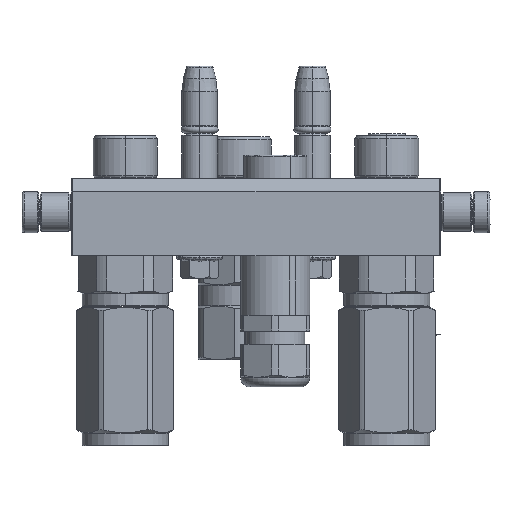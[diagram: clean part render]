
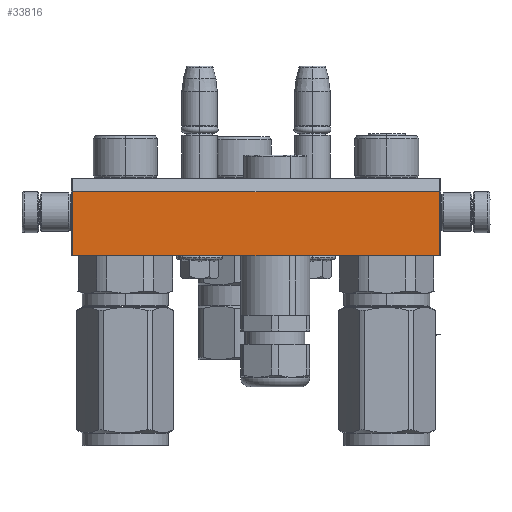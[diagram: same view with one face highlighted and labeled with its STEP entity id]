
A CAD part, left-side view. The second image highlights one B-rep face of the part: STEP entity #33816.
In plain terms, the highlighted face is planar.
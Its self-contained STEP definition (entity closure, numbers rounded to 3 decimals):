
#4886 = DIRECTION ( 'NONE',  ( 0., 1., 0. ) ) ;
#7273 = EDGE_CURVE ( 'NONE', #19827, #35015, #49524, .T. ) ;
#9180 = VECTOR ( 'NONE', #69437, 1000. ) ;
#10742 = VERTEX_POINT ( 'NONE', #22096 ) ;
#11525 = LINE ( 'NONE', #22414, #27845 ) ;
#14205 = ORIENTED_EDGE ( 'NONE', *, *, #7273, .T. ) ;
#15117 = DIRECTION ( 'NONE',  ( -1., 0., 0. ) ) ;
#18909 = CARTESIAN_POINT ( 'NONE',  ( 144., 0., -90. ) ) ;
#19827 = VERTEX_POINT ( 'NONE', #46176 ) ;
#21139 = LINE ( 'NONE', #54439, #9180 ) ;
#21238 = ORIENTED_EDGE ( 'NONE', *, *, #51533, .F. ) ;
#21900 = LINE ( 'NONE', #47158, #40420 ) ;
#22096 = CARTESIAN_POINT ( 'NONE',  ( 143.5, 30., -90. ) ) ;
#22414 = CARTESIAN_POINT ( 'NONE',  ( 143.5, 30., -90. ) ) ;
#23812 = ORIENTED_EDGE ( 'NONE', *, *, #65603, .F. ) ;
#26166 = DIRECTION ( 'NONE',  ( 0., 0., -1. ) ) ;
#27845 = VECTOR ( 'NONE', #15117, 1000. ) ;
#30250 = ORIENTED_EDGE ( 'NONE', *, *, #40166, .T. ) ;
#33816 = ADVANCED_FACE ( 'NONE', ( #51383 ), #67335, .T. ) ;
#35015 = VERTEX_POINT ( 'NONE', #83538 ) ;
#37806 = EDGE_LOOP ( 'NONE', ( #23812, #21238, #30250, #14205 ) ) ;
#40166 = EDGE_CURVE ( 'NONE', #40849, #19827, #21139, .T. ) ;
#40420 = VECTOR ( 'NONE', #4886, 1000. ) ;
#40849 = VERTEX_POINT ( 'NONE', #78778 ) ;
#46176 = CARTESIAN_POINT ( 'NONE',  ( 0.5, 5., -90. ) ) ;
#47158 = CARTESIAN_POINT ( 'NONE',  ( 143.5, 5., -90. ) ) ;
#49524 = LINE ( 'NONE', #60154, #77885 ) ;
#51383 = FACE_OUTER_BOUND ( 'NONE', #37806, .T. ) ;
#51533 = EDGE_CURVE ( 'NONE', #40849, #10742, #21900, .T. ) ;
#53595 = AXIS2_PLACEMENT_3D ( 'NONE', #18909, #26166, #61197 ) ;
#54439 = CARTESIAN_POINT ( 'NONE',  ( 143.5, 5., -90. ) ) ;
#59558 = DIRECTION ( 'NONE',  ( 0., 1., 0. ) ) ;
#60154 = CARTESIAN_POINT ( 'NONE',  ( 0.5, 5., -90. ) ) ;
#61197 = DIRECTION ( 'NONE',  ( -1., 0., 0. ) ) ;
#65603 = EDGE_CURVE ( 'NONE', #10742, #35015, #11525, .T. ) ;
#67335 = PLANE ( 'NONE',  #53595 ) ;
#69437 = DIRECTION ( 'NONE',  ( -1., 0., 0. ) ) ;
#77885 = VECTOR ( 'NONE', #59558, 1000. ) ;
#78778 = CARTESIAN_POINT ( 'NONE',  ( 143.5, 5., -90. ) ) ;
#83538 = CARTESIAN_POINT ( 'NONE',  ( 0.5, 30., -90. ) ) ;
